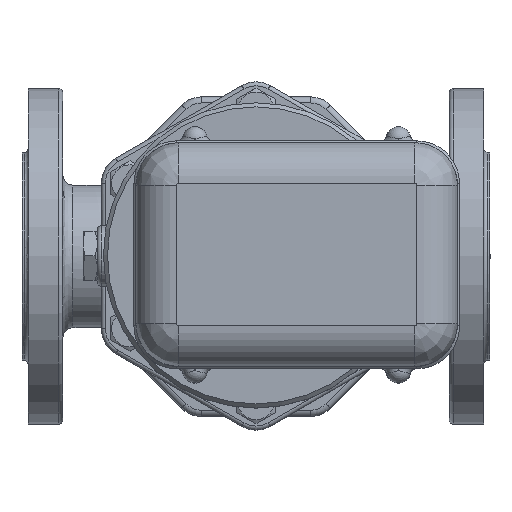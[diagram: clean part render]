
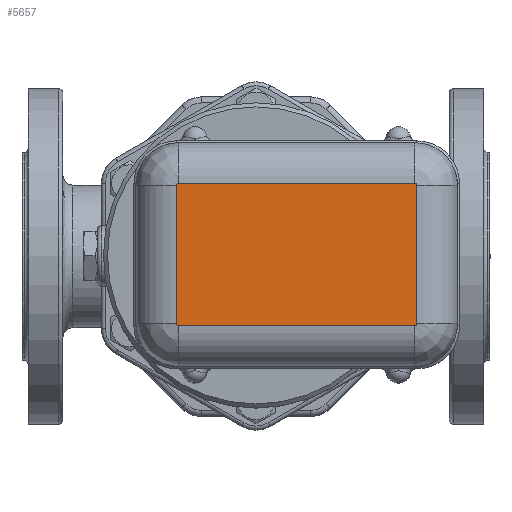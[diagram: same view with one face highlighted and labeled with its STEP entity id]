
A CAD part, top view. The second image highlights one B-rep face of the part: STEP entity #5657.
In plain terms, the highlighted planar face has unit normal (0, 0, 1).
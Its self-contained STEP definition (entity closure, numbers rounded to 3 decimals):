
#5010=CARTESIAN_POINT('',(78.,-35.,617.));
#5011=VERTEX_POINT('',#5010);
#5019=CARTESIAN_POINT('',(-38.0,-35.,617.));
#5020=VERTEX_POINT('',#5019);
#5021=CARTESIAN_POINT('',(78.,-35.,617.));
#5022=DIRECTION('',(-1.0,0.0,0.0));
#5023=VECTOR('',#5022,116.);
#5024=LINE('',#5021,#5023);
#5025=EDGE_CURVE('',#5011,#5020,#5024,.T.);
#5100=CARTESIAN_POINT('',(79.,-34.,617.));
#5101=VERTEX_POINT('',#5100);
#5109=CARTESIAN_POINT('',(78.,-34.0,617.));
#5110=DIRECTION('',(0.0,0.0,-1.));
#5111=DIRECTION('',(0.707,-0.707,0.0));
#5112=AXIS2_PLACEMENT_3D('',#5109,#5110,#5111);
#5113=CIRCLE('',#5112,1.);
#5114=EDGE_CURVE('',#5101,#5011,#5113,.T.);
#5180=CARTESIAN_POINT('',(-39.,-34.,617.));
#5181=VERTEX_POINT('',#5180);
#5199=CARTESIAN_POINT('',(-38.,-34.,617.));
#5200=DIRECTION('',(0.0,0.0,-1.));
#5201=DIRECTION('',(-0.707,-0.707,0.0));
#5202=AXIS2_PLACEMENT_3D('',#5199,#5200,#5201);
#5203=CIRCLE('',#5202,1.);
#5204=EDGE_CURVE('',#5020,#5181,#5203,.T.);
#5216=CARTESIAN_POINT('',(79.,34.,617.));
#5217=VERTEX_POINT('',#5216);
#5225=CARTESIAN_POINT('',(79.,34.,617.));
#5226=DIRECTION('',(0.0,-1.0,0.0));
#5227=VECTOR('',#5226,68.);
#5228=LINE('',#5225,#5227);
#5229=EDGE_CURVE('',#5217,#5101,#5228,.T.);
#5246=CARTESIAN_POINT('',(-39.,34.,617.));
#5247=VERTEX_POINT('',#5246);
#5264=CARTESIAN_POINT('',(-39.,-34.,617.));
#5265=DIRECTION('',(0.0,1.0,0.0));
#5266=VECTOR('',#5265,68.);
#5267=LINE('',#5264,#5266);
#5268=EDGE_CURVE('',#5181,#5247,#5267,.T.);
#5328=CARTESIAN_POINT('',(78.,35.,617.));
#5329=VERTEX_POINT('',#5328);
#5337=CARTESIAN_POINT('',(78.,34.,617.));
#5338=DIRECTION('',(0.0,0.0,-1.0));
#5339=DIRECTION('',(0.707,0.707,0.0));
#5340=AXIS2_PLACEMENT_3D('',#5337,#5338,#5339);
#5341=CIRCLE('',#5340,1.);
#5342=EDGE_CURVE('',#5329,#5217,#5341,.T.);
#5408=CARTESIAN_POINT('',(-38.,35.,617.));
#5409=VERTEX_POINT('',#5408);
#5427=CARTESIAN_POINT('',(-38.,34.,617.));
#5428=DIRECTION('',(0.0,0.0,-1.0));
#5429=DIRECTION('',(-0.707,0.707,0.0));
#5430=AXIS2_PLACEMENT_3D('',#5427,#5428,#5429);
#5431=CIRCLE('',#5430,1.);
#5432=EDGE_CURVE('',#5247,#5409,#5431,.T.);
#5450=CARTESIAN_POINT('',(-38.,35.,617.));
#5451=DIRECTION('',(1.0,0.0,0.0));
#5452=VECTOR('',#5451,116.);
#5453=LINE('',#5450,#5452);
#5454=EDGE_CURVE('',#5409,#5329,#5453,.T.);
#5642=CARTESIAN_POINT('',(20.,0.,617.));
#5643=DIRECTION('',(0.0,0.0,1.0));
#5644=DIRECTION('',(1.0,0.0,0.0));
#5645=AXIS2_PLACEMENT_3D('',#5642,#5643,#5644);
#5646=PLANE('',#5645);
#5647=ORIENTED_EDGE('',*,*,#5025,.F.);
#5648=ORIENTED_EDGE('',*,*,#5114,.F.);
#5649=ORIENTED_EDGE('',*,*,#5229,.F.);
#5650=ORIENTED_EDGE('',*,*,#5342,.F.);
#5651=ORIENTED_EDGE('',*,*,#5454,.F.);
#5652=ORIENTED_EDGE('',*,*,#5432,.F.);
#5653=ORIENTED_EDGE('',*,*,#5268,.F.);
#5654=ORIENTED_EDGE('',*,*,#5204,.F.);
#5655=EDGE_LOOP('',(#5647,#5648,#5649,#5650,#5651,#5652,#5653,#5654));
#5656=FACE_OUTER_BOUND('',#5655,.T.);
#5657=ADVANCED_FACE('',(#5656),#5646,.T.);
